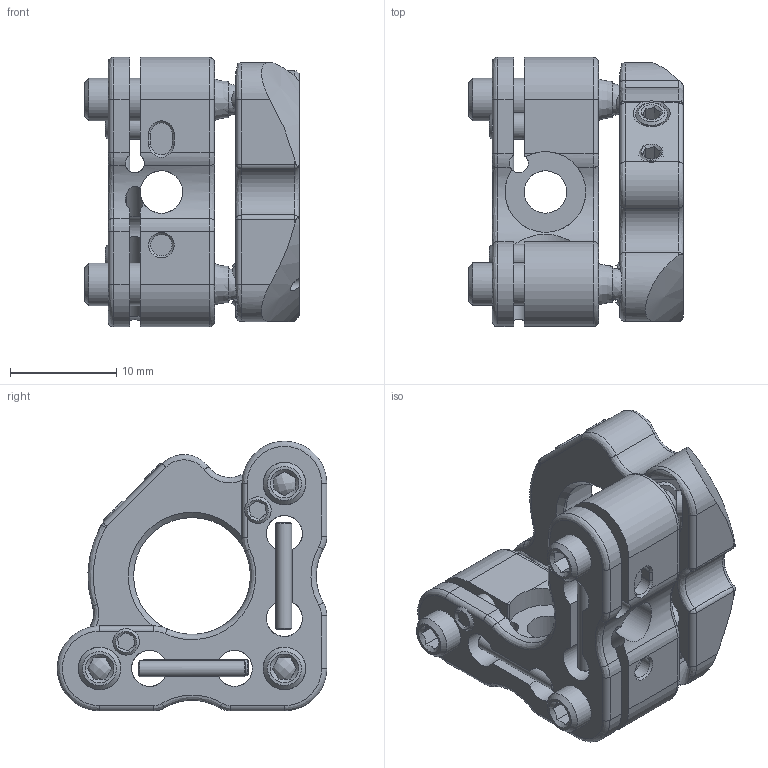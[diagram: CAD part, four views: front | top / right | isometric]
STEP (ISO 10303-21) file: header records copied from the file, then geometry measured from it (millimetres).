
FILE_DESCRIPTION (( 'STEP AP203' ), '1' );
FILE_NAME ('520202.STEP', '2025-08-04T01:21:18', ( 'Windows User' ), ( 'P R C' ), 'SwSTEP 2.0', 'SolidWorks 2020', '' );
FILE_SCHEMA (( 'CONFIG_CONTROL_DESIGN' ));
Length unit declared in the file: millimetre
Products named in the file (1): 520202
Bounding box: 20.24 x 25.4 x 25.4 mm (x, y, z)
Surface area: 5110.9 mm2 (no closed solid volume)
Topology: 0 solids, 23 shells, 349 faces, 1009 edges, 645 vertices
Faces by surface type: cylinder 120, plane 120, bspline 57, cone 52
Full cylindrical faces by diameter (mm): 1.2 x1, 1.5 x4, 2 x2, 2.5 x9, 3 x1, 3.4 x8, 4 x6, 11 x1
Entity records: 14069 total; most frequent: CARTESIAN_POINT 5994, ORIENTED_EDGE 1636, DIRECTION 1548, EDGE_CURVE 877, AXIS2_PLACEMENT_3D 605, VERTEX_POINT 595, EDGE_LOOP 443, FACE_OUTER_BOUND 379
